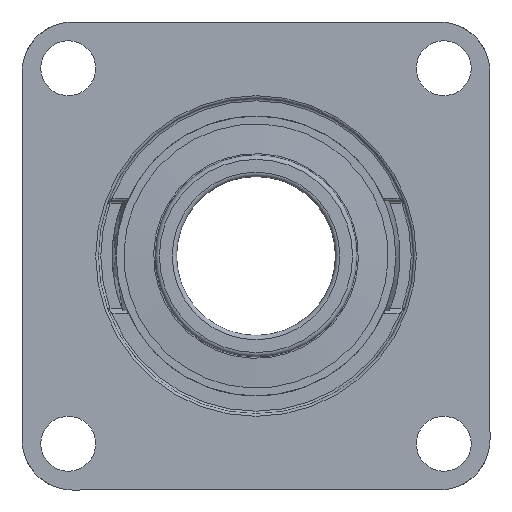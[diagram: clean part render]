
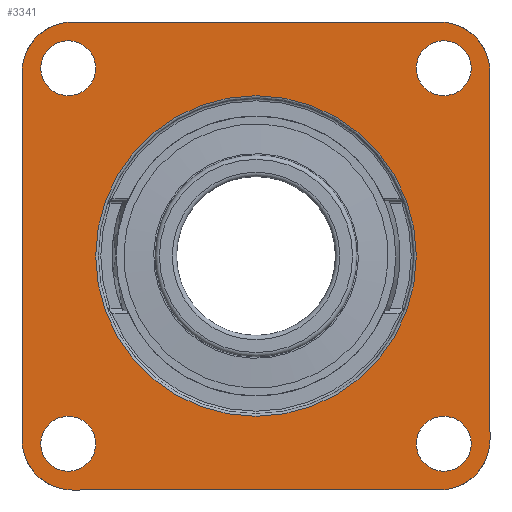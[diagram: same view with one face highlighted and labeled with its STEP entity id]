
A CAD part, left-side view. The second image highlights one B-rep face of the part: STEP entity #3341.
In plain terms, the highlighted face is planar.
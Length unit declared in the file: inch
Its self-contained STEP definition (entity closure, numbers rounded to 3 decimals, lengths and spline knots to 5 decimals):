
#882=VECTOR('',#9016,1.);
#883=VECTOR('',#9017,1.);
#884=VECTOR('',#9020,1.);
#885=VECTOR('',#9021,1.);
#984=LINE('',#5668,#882);
#985=LINE('',#5670,#883);
#986=LINE('',#5674,#884);
#987=LINE('',#5675,#885);
#1181=PLANE('',#3604);
#1314=VERTEX_POINT('',#4720);
#1315=VERTEX_POINT('',#4722);
#1354=VERTEX_POINT('',#5585);
#1355=VERTEX_POINT('',#5587);
#1357=VERTEX_POINT('',#5593);
#1370=VERTEX_POINT('',#5669);
#1371=VERTEX_POINT('',#5671);
#1372=VERTEX_POINT('',#5673);
#1373=VERTEX_POINT('',#5676);
#1374=VERTEX_POINT('',#5679);
#1375=VERTEX_POINT('',#5681);
#1376=VERTEX_POINT('',#5683);
#1377=VERTEX_POINT('',#5685);
#1549=CIRCLE('',#3541,0.6875);
#1584=CIRCLE('',#3595,0.6875);
#1586=CIRCLE('',#3598,2.185);
#1591=CIRCLE('',#3605,0.6875);
#1592=CIRCLE('',#3606,0.6875);
#1593=CIRCLE('',#3607,0.37402);
#1594=CIRCLE('',#3608,0.37402);
#1595=CIRCLE('',#3609,0.37402);
#1596=CIRCLE('',#3610,0.37402);
#1768=EDGE_CURVE('',#1314,#1315,#1549,.T.);
#1833=EDGE_CURVE('',#1354,#1355,#1584,.T.);
#1836=EDGE_CURVE('',#1357,#1357,#1586,.T.);
#1849=EDGE_CURVE('',#1370,#1355,#984,.T.);
#1850=EDGE_CURVE('',#1354,#1371,#985,.T.);
#1851=EDGE_CURVE('',#1372,#1371,#1591,.T.);
#1852=EDGE_CURVE('',#1372,#1315,#986,.T.);
#1853=EDGE_CURVE('',#1314,#1373,#987,.T.);
#1854=EDGE_CURVE('',#1370,#1373,#1592,.T.);
#1855=EDGE_CURVE('',#1374,#1374,#1593,.T.);
#1856=EDGE_CURVE('',#1375,#1375,#1594,.T.);
#1857=EDGE_CURVE('',#1376,#1376,#1595,.T.);
#1858=EDGE_CURVE('',#1377,#1377,#1596,.T.);
#2300=ORIENTED_EDGE('',*,*,#1849,.T.);
#2301=ORIENTED_EDGE('',*,*,#1833,.F.);
#2302=ORIENTED_EDGE('',*,*,#1850,.T.);
#2303=ORIENTED_EDGE('',*,*,#1851,.F.);
#2304=ORIENTED_EDGE('',*,*,#1852,.T.);
#2305=ORIENTED_EDGE('',*,*,#1768,.F.);
#2306=ORIENTED_EDGE('',*,*,#1853,.T.);
#2307=ORIENTED_EDGE('',*,*,#1854,.F.);
#2308=ORIENTED_EDGE('',*,*,#1855,.T.);
#2309=ORIENTED_EDGE('',*,*,#1856,.T.);
#2310=ORIENTED_EDGE('',*,*,#1857,.T.);
#2311=ORIENTED_EDGE('',*,*,#1858,.T.);
#2312=ORIENTED_EDGE('',*,*,#1836,.F.);
#2855=EDGE_LOOP('',(#2300,#2301,#2302,#2303,#2304,#2305,#2306,#2307));
#2856=EDGE_LOOP('',(#2308));
#2857=EDGE_LOOP('',(#2309));
#2858=EDGE_LOOP('',(#2310));
#2859=EDGE_LOOP('',(#2311));
#2860=EDGE_LOOP('',(#2312));
#3097=FACE_BOUND('',#2855,.T.);
#3098=FACE_BOUND('',#2856,.T.);
#3099=FACE_BOUND('',#2857,.T.);
#3100=FACE_BOUND('',#2858,.T.);
#3101=FACE_BOUND('',#2859,.T.);
#3102=FACE_BOUND('',#2860,.T.);
#3341=ADVANCED_FACE('',(#3097,#3098,#3099,#3100,#3101,#3102),#1181,.F.);
#3541=AXIS2_PLACEMENT_3D('',#4721,#8874,#8875);
#3595=AXIS2_PLACEMENT_3D('',#5586,#8993,#8994);
#3598=AXIS2_PLACEMENT_3D('',#5592,#8999,#9000);
#3604=AXIS2_PLACEMENT_3D('',#5667,#9015,$);
#3605=AXIS2_PLACEMENT_3D('',#5672,#9018,#9019);
#3606=AXIS2_PLACEMENT_3D('',#5677,#9022,#9023);
#3607=AXIS2_PLACEMENT_3D('',#5678,#9024,#9025);
#3608=AXIS2_PLACEMENT_3D('',#5680,#9026,#9027);
#3609=AXIS2_PLACEMENT_3D('',#5682,#9028,#9029);
#3610=AXIS2_PLACEMENT_3D('',#5684,#9030,#9031);
#4720=CARTESIAN_POINT('',(-2.50148,3.18898,0.));
#4721=CARTESIAN_POINT('',(-2.50148,2.50148,0.));
#4722=CARTESIAN_POINT('',(-3.18898,2.50148,0.));
#5585=CARTESIAN_POINT('',(2.50148,-3.18898,0.));
#5586=CARTESIAN_POINT('',(2.50148,-2.50148,0.));
#5587=CARTESIAN_POINT('',(3.18898,-2.50148,0.));
#5592=CARTESIAN_POINT('',(0.,0.,0.));
#5593=CARTESIAN_POINT('',(0.,2.185,0.));
#5667=CARTESIAN_POINT('',(0.,0.,0.));
#5668=CARTESIAN_POINT('',(3.18898,2.50148,0.));
#5669=CARTESIAN_POINT('',(3.18898,2.50148,0.));
#5670=CARTESIAN_POINT('',(2.50148,-3.18898,0.));
#5671=CARTESIAN_POINT('',(-2.50148,-3.18898,0.));
#5672=CARTESIAN_POINT('',(-2.50148,-2.50148,0.));
#5673=CARTESIAN_POINT('',(-3.18898,-2.50148,0.));
#5674=CARTESIAN_POINT('',(-3.18898,-2.50148,0.));
#5675=CARTESIAN_POINT('',(-2.50148,3.18898,0.));
#5676=CARTESIAN_POINT('',(2.50148,3.18898,0.));
#5677=CARTESIAN_POINT('',(2.50148,2.50148,0.));
#5678=CARTESIAN_POINT('',(-2.55906,2.55906,0.));
#5679=CARTESIAN_POINT('',(-2.93307,2.55906,0.));
#5680=CARTESIAN_POINT('',(-2.55906,-2.55906,0.));
#5681=CARTESIAN_POINT('',(-2.55906,-2.93307,0.));
#5682=CARTESIAN_POINT('',(2.55906,-2.55906,0.));
#5683=CARTESIAN_POINT('',(2.93307,-2.55906,0.));
#5684=CARTESIAN_POINT('',(2.55906,2.55906,0.));
#5685=CARTESIAN_POINT('',(2.55906,2.93307,0.));
#8874=DIRECTION('',(0.,0.,1.));
#8875=DIRECTION('',(0.688,0.,0.));
#8993=DIRECTION('',(0.,0.,1.));
#8994=DIRECTION('',(0.688,0.,0.));
#8999=DIRECTION('',(0.,0.,-1.));
#9000=DIRECTION('',(0.,-2.185,0.));
#9015=DIRECTION('',(0.,0.,1.));
#9016=DIRECTION('',(0.,-1.,0.));
#9017=DIRECTION('',(-1.,0.,0.));
#9018=DIRECTION('',(0.,0.,1.));
#9019=DIRECTION('',(0.688,0.,0.));
#9020=DIRECTION('',(0.,1.,0.));
#9021=DIRECTION('',(1.,0.,0.));
#9022=DIRECTION('',(0.,0.,1.));
#9023=DIRECTION('',(0.688,0.,0.));
#9024=DIRECTION('',(0.,0.,1.));
#9025=DIRECTION('',(0.374,0.,0.));
#9026=DIRECTION('',(0.,0.,1.));
#9027=DIRECTION('',(0.,0.374,0.));
#9028=DIRECTION('',(0.,0.,1.));
#9029=DIRECTION('',(-0.374,0.,0.));
#9030=DIRECTION('',(0.,0.,1.));
#9031=DIRECTION('',(0.,-0.374,0.));
